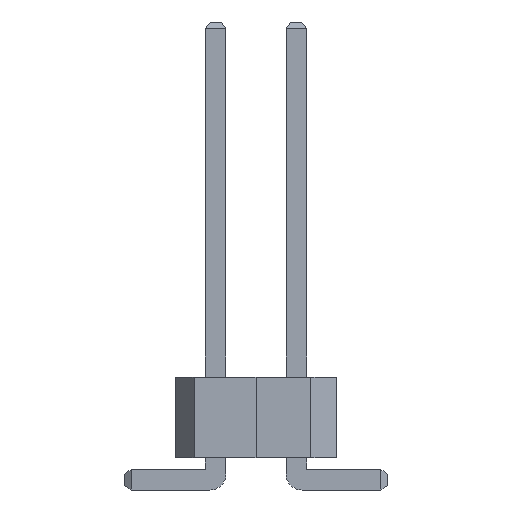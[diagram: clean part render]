
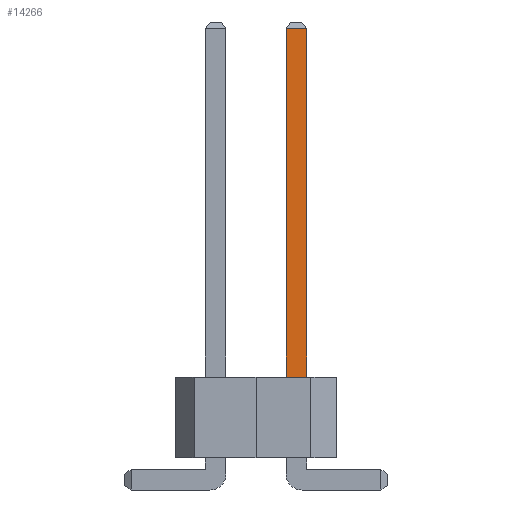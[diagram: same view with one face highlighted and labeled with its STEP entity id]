
A CAD part, front view. The second image highlights one B-rep face of the part: STEP entity #14266.
In plain terms, the highlighted planar face has unit normal (0, -1, 0).
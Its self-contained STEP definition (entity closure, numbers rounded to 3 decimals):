
#76 = CARTESIAN_POINT ( 'NONE',  ( 0.93, -11.75, -0.905 ) ) ;
#1851 = ORIENTED_EDGE ( 'NONE', *, *, #6719, .T. ) ;
#1956 = FACE_OUTER_BOUND ( 'NONE', #18415, .T. ) ;
#3283 = DIRECTION ( 'NONE',  ( -1., 0., 0. ) ) ;
#3370 = AXIS2_PLACEMENT_3D ( 'NONE', #6009, #21819, #8028 ) ;
#3560 = VECTOR ( 'NONE', #4358, 1000. ) ;
#4172 = CARTESIAN_POINT ( 'NONE',  ( 1.57, -11.75, 14.3 ) ) ;
#4358 = DIRECTION ( 'NONE',  ( 0., 0., 1. ) ) ;
#4745 = DIRECTION ( 'NONE',  ( 0., 0., 1. ) ) ;
#5969 = DIRECTION ( 'NONE',  ( -1., 0., 0. ) ) ;
#6009 = CARTESIAN_POINT ( 'NONE',  ( 0.93, -11.75, -0.905 ) ) ;
#6194 = ORIENTED_EDGE ( 'NONE', *, *, #12016, .T. ) ;
#6719 = EDGE_CURVE ( 'NONE', #22603, #24092, #20636, .T. ) ;
#8028 = DIRECTION ( 'NONE',  ( 0., 0., -1. ) ) ;
#8884 = VECTOR ( 'NONE', #3283, 1000. ) ;
#9176 = VERTEX_POINT ( 'NONE', #13835 ) ;
#10871 = CARTESIAN_POINT ( 'NONE',  ( 0.93, -11.75, 14.3 ) ) ;
#11658 = ORIENTED_EDGE ( 'NONE', *, *, #19699, .F. ) ;
#12016 = EDGE_CURVE ( 'NONE', #9176, #22603, #21958, .T. ) ;
#13402 = CARTESIAN_POINT ( 'NONE',  ( 0.93, -11.75, 3.5 ) ) ;
#13835 = CARTESIAN_POINT ( 'NONE',  ( 1.57, -11.75, 3.5 ) ) ;
#13975 = ORIENTED_EDGE ( 'NONE', *, *, #17740, .F. ) ;
#14266 = ADVANCED_FACE ( 'NONE', ( #1956 ), #17299, .T. ) ;
#14305 = VECTOR ( 'NONE', #5969, 1000. ) ;
#15308 = VERTEX_POINT ( 'NONE', #13402 ) ;
#15517 = LINE ( 'NONE', #24556, #14305 ) ;
#17299 = PLANE ( 'NONE',  #3370 ) ;
#17740 = EDGE_CURVE ( 'NONE', #15308, #24092, #21589, .T. ) ;
#18135 = VECTOR ( 'NONE', #4745, 1000. ) ;
#18406 = CARTESIAN_POINT ( 'NONE',  ( 0.93, -11.75, 14.3 ) ) ;
#18415 = EDGE_LOOP ( 'NONE', ( #6194, #1851, #13975, #11658 ) ) ;
#19699 = EDGE_CURVE ( 'NONE', #9176, #15308, #15517, .T. ) ;
#20636 = LINE ( 'NONE', #10871, #8884 ) ;
#21589 = LINE ( 'NONE', #76, #3560 ) ;
#21819 = DIRECTION ( 'NONE',  ( 0., -1., 0. ) ) ;
#21958 = LINE ( 'NONE', #22074, #18135 ) ;
#22074 = CARTESIAN_POINT ( 'NONE',  ( 1.57, -11.75, -0.905 ) ) ;
#22603 = VERTEX_POINT ( 'NONE', #4172 ) ;
#24092 = VERTEX_POINT ( 'NONE', #18406 ) ;
#24556 = CARTESIAN_POINT ( 'NONE',  ( 1.25, -11.75, 3.5 ) ) ;
